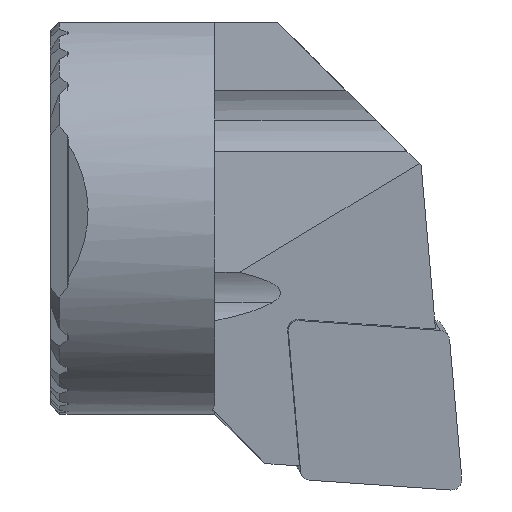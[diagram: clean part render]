
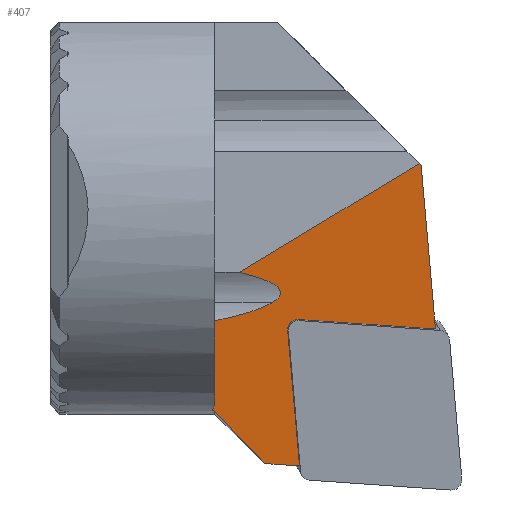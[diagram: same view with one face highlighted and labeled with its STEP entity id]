
A CAD part, top view. The second image highlights one B-rep face of the part: STEP entity #407.
In plain terms, the highlighted planar face has unit normal (0.104, -0.173, 0.979).
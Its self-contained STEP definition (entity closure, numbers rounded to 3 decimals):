
#184=CIRCLE('',#2960,0.8);
#249=B_SPLINE_CURVE_WITH_KNOTS('',3,(#4317,#4318,#4319,#4320),
 .UNSPECIFIED.,.F.,.F.,(4,4),(0.,1.),.UNSPECIFIED.);
#311=B_SPLINE_CURVE_WITH_KNOTS('',3,(#5347,#5348,#5349,#5350,#5351,#5352),
 .UNSPECIFIED.,.F.,.F.,(4,1,1,4),(0.,0.333,0.667,1.),
 .UNSPECIFIED.);
#407=ADVANCED_FACE('',(#627),#506,.F.);
#506=PLANE('',#2962);
#627=FACE_OUTER_BOUND('',#766,.T.);
#766=EDGE_LOOP('',(#1462,#1463,#1464,#1465,#1466,#1467,#1468,#1469,#1470,
#1471,#1472,#1473));
#850=ELLIPSE('',#2941,43.05,4.5);
#857=ELLIPSE('',#2961,43.05,4.5);
#1462=ORIENTED_EDGE('',*,*,#2350,.T.);
#1463=ORIENTED_EDGE('',*,*,#2351,.T.);
#1464=ORIENTED_EDGE('',*,*,#1987,.F.);
#1465=ORIENTED_EDGE('',*,*,#2341,.T.);
#1466=ORIENTED_EDGE('',*,*,#2335,.T.);
#1467=ORIENTED_EDGE('',*,*,#2352,.F.);
#1468=ORIENTED_EDGE('',*,*,#2323,.F.);
#1469=ORIENTED_EDGE('',*,*,#2353,.F.);
#1470=ORIENTED_EDGE('',*,*,#2068,.T.);
#1471=ORIENTED_EDGE('',*,*,#2349,.T.);
#1472=ORIENTED_EDGE('',*,*,#1994,.F.);
#1473=ORIENTED_EDGE('',*,*,#2354,.T.);
#1707=VERTEX_POINT('',#3754);
#1708=VERTEX_POINT('',#3756);
#1712=VERTEX_POINT('',#3771);
#1713=VERTEX_POINT('',#3773);
#1786=VERTEX_POINT('',#4316);
#1787=VERTEX_POINT('',#4321);
#1945=VERTEX_POINT('',#5286);
#1946=VERTEX_POINT('',#5288);
#1953=VERTEX_POINT('',#5308);
#1954=VERTEX_POINT('',#5310);
#1960=VERTEX_POINT('',#5355);
#1961=VERTEX_POINT('',#5356);
#1987=EDGE_CURVE('',#1707,#1708,#2405,.T.);
#1994=EDGE_CURVE('',#1712,#1713,#2411,.T.);
#2068=EDGE_CURVE('',#1787,#1786,#249,.T.);
#2323=EDGE_CURVE('',#1945,#1946,#850,.T.);
#2335=EDGE_CURVE('',#1954,#1953,#2529,.T.);
#2341=EDGE_CURVE('',#1707,#1954,#2533,.T.);
#2349=EDGE_CURVE('',#1786,#1713,#311,.T.);
#2350=EDGE_CURVE('',#1960,#1961,#184,.T.);
#2351=EDGE_CURVE('',#1961,#1708,#2534,.T.);
#2352=EDGE_CURVE('',#1946,#1953,#857,.T.);
#2353=EDGE_CURVE('',#1787,#1945,#2535,.T.);
#2354=EDGE_CURVE('',#1712,#1960,#2536,.T.);
#2405=LINE('',#3755,#2576);
#2411=LINE('',#3772,#2582);
#2529=LINE('',#5309,#2700);
#2533=LINE('',#5320,#2704);
#2534=LINE('',#5357,#2705);
#2535=LINE('',#5359,#2706);
#2536=LINE('',#5360,#2707);
#2576=VECTOR('',#3030,1.);
#2582=VECTOR('',#3040,1.);
#2700=VECTOR('',#3556,1.);
#2704=VECTOR('',#3568,1.);
#2705=VECTOR('',#3587,1.);
#2706=VECTOR('',#3590,1.);
#2707=VECTOR('',#3591,1.);
#2941=AXIS2_PLACEMENT_3D('',#5287,#3535,#3536);
#2960=AXIS2_PLACEMENT_3D('',#5354,#3585,#3586);
#2961=AXIS2_PLACEMENT_3D('',#5358,#3588,#3589);
#2962=AXIS2_PLACEMENT_3D('',#5361,#3592,#3593);
#3030=DIRECTION('',(0.086,-0.98,-0.182));
#3040=DIRECTION('',(-0.991,0.069,0.118));
#3535=DIRECTION('',(0.105,-0.173,0.979));
#3536=DIRECTION('',(0.995,0.018,-0.103));
#3556=DIRECTION('',(-0.855,-0.518,0.));
#3568=DIRECTION('',(-0.693,0.693,0.196));
#3585=DIRECTION('',(-0.105,0.173,-0.979));
#3586=DIRECTION('',(0.,0.985,0.174));
#3587=DIRECTION('',(0.991,-0.069,-0.118));
#3588=DIRECTION('',(0.105,-0.173,0.979));
#3589=DIRECTION('',(0.995,0.018,-0.103));
#3590=DIRECTION('',(0.017,0.985,0.172));
#3591=DIRECTION('',(-0.086,0.98,0.182));
#3592=DIRECTION('',(-0.105,0.173,-0.979));
#3593=DIRECTION('',(-0.991,-0.103,0.088));
#3754=CARTESIAN_POINT('',(28.784,3.666,4.458));
#3755=CARTESIAN_POINT('',(28.784,3.666,4.458));
#3756=CARTESIAN_POINT('',(29.916,-9.275,2.056));
#3771=CARTESIAN_POINT('',(19.165,-20.096,1.295));
#3772=CARTESIAN_POINT('',(30.632,-20.892,-0.069));
#3773=CARTESIAN_POINT('',(16.422,-19.906,1.621));
#4316=CARTESIAN_POINT('',(12.45,-15.757,2.777));
#4317=CARTESIAN_POINT('',(12.253,-15.753,2.798));
#4318=CARTESIAN_POINT('',(12.318,-15.755,2.791));
#4319=CARTESIAN_POINT('',(12.384,-15.756,2.784));
#4320=CARTESIAN_POINT('',(12.45,-15.757,2.777));
#4321=CARTESIAN_POINT('',(12.253,-15.753,2.798));
#5286=CARTESIAN_POINT('',(12.378,-8.645,4.038));
#5287=CARTESIAN_POINT('',(-25.164,-7.2,8.3));
#5288=CARTESIAN_POINT('',(17.,-7.2,3.8));
#5308=CARTESIAN_POINT('',(14.424,-4.79,4.5));
#5309=CARTESIAN_POINT('',(28.637,3.813,4.5));
#5310=CARTESIAN_POINT('',(28.637,3.813,4.5));
#5320=CARTESIAN_POINT('',(28.784,3.666,4.458));
#5347=CARTESIAN_POINT('',(12.45,-15.757,2.777));
#5348=CARTESIAN_POINT('',(12.854,-16.188,2.658));
#5349=CARTESIAN_POINT('',(13.686,-17.07,2.413));
#5350=CARTESIAN_POINT('',(15.01,-18.451,2.028));
#5351=CARTESIAN_POINT('',(15.943,-19.414,1.759));
#5352=CARTESIAN_POINT('',(16.422,-19.906,1.621));
#5354=CARTESIAN_POINT('',(19.021,-9.31,3.212));
#5355=CARTESIAN_POINT('',(18.228,-9.392,3.282));
#5356=CARTESIAN_POINT('',(19.091,-8.524,3.343));
#5357=CARTESIAN_POINT('',(33.14,-9.498,1.672));
#5358=CARTESIAN_POINT('',(-25.164,-7.2,8.3));
#5359=CARTESIAN_POINT('',(12.253,-15.753,2.798));
#5360=CARTESIAN_POINT('',(19.444,-23.285,0.703));
#5361=CARTESIAN_POINT('',(32.027,-21.977,-0.409));
